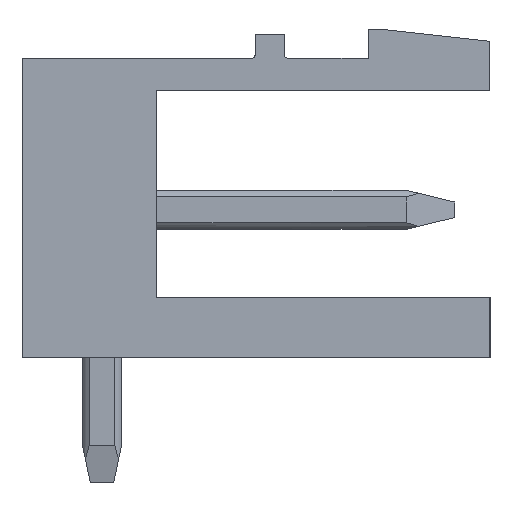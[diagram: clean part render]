
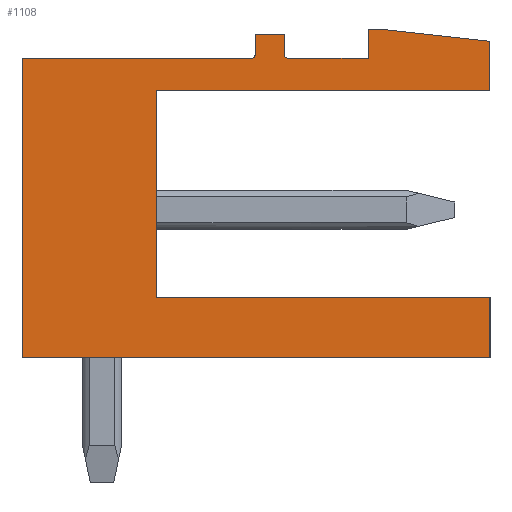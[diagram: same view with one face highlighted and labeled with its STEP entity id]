
A CAD part, left-side view. The second image highlights one B-rep face of the part: STEP entity #1108.
In plain terms, the highlighted planar face has unit normal (-1, 0, 0).
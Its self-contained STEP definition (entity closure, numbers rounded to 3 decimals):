
#284=AXIS2_PLACEMENT_3D('Circle Axis2P3D',#282,#283,$) ;
#415=AXIS2_PLACEMENT_3D('Circle Axis2P3D',#413,#414,$) ;
#1049=AXIS2_PLACEMENT_3D('Plane Axis2P3D',#1046,#1047,#1048) ;
#49=CARTESIAN_POINT('Vertex',(0.,2.8,11.63)) ;
#52=CARTESIAN_POINT('Line Origine',(0.,1.4,11.475)) ;
#56=CARTESIAN_POINT('Vertex',(0.,0.,11.32)) ;
#87=CARTESIAN_POINT('Vertex',(0.,3.12,11.63)) ;
#90=CARTESIAN_POINT('Line Origine',(0.,2.96,11.63)) ;
#230=CARTESIAN_POINT('Vertex',(0.,3.12,10.88)) ;
#233=CARTESIAN_POINT('Line Origine',(0.,3.12,11.255)) ;
#279=CARTESIAN_POINT('Vertex',(0.,5.27,10.98)) ;
#282=CARTESIAN_POINT('Axis2P3D Location',(0.,5.17,10.98)) ;
#286=CARTESIAN_POINT('Vertex',(0.,5.17,10.88)) ;
#317=CARTESIAN_POINT('Vertex',(0.,5.27,11.5)) ;
#320=CARTESIAN_POINT('Line Origine',(0.,5.27,11.24)) ;
#348=CARTESIAN_POINT('Vertex',(0.,6.02,11.5)) ;
#351=CARTESIAN_POINT('Line Origine',(0.,5.645,11.5)) ;
#379=CARTESIAN_POINT('Vertex',(0.,6.02,10.98)) ;
#382=CARTESIAN_POINT('Line Origine',(0.,6.02,11.24)) ;
#410=CARTESIAN_POINT('Vertex',(0.,6.12,10.88)) ;
#413=CARTESIAN_POINT('Axis2P3D Location',(0.,6.12,10.98)) ;
#441=CARTESIAN_POINT('Vertex',(0.,12.,10.88)) ;
#444=CARTESIAN_POINT('Line Origine',(0.,9.06,10.88)) ;
#472=CARTESIAN_POINT('Vertex',(0.,12.,3.2)) ;
#475=CARTESIAN_POINT('Line Origine',(0.,12.,7.04)) ;
#503=CARTESIAN_POINT('Vertex',(0.,0.,3.2)) ;
#506=CARTESIAN_POINT('Line Origine',(0.,6.,3.2)) ;
#1046=CARTESIAN_POINT('Axis2P3D Location',(0.,0.,0.)) ;
#1051=CARTESIAN_POINT('Line Origine',(0.,8.55,7.4)) ;
#1055=CARTESIAN_POINT('Vertex',(0.,8.55,4.74)) ;
#1057=CARTESIAN_POINT('Vertex',(0.,8.55,10.06)) ;
#1060=CARTESIAN_POINT('Line Origine',(0.,4.275,10.06)) ;
#1064=CARTESIAN_POINT('Vertex',(0.,0.,10.06)) ;
#1067=CARTESIAN_POINT('Line Origine',(0.,0.,10.69)) ;
#1072=CARTESIAN_POINT('Line Origine',(0.,4.145,10.88)) ;
#1077=CARTESIAN_POINT('Line Origine',(0.,0.,3.97)) ;
#1081=CARTESIAN_POINT('Vertex',(0.,0.,4.74)) ;
#1084=CARTESIAN_POINT('Line Origine',(0.,4.275,4.74)) ;
#53=DIRECTION('Vector Direction',(0.,0.994,0.11)) ;
#91=DIRECTION('Vector Direction',(0.,-1.,0.)) ;
#234=DIRECTION('Vector Direction',(0.,0.,-1.)) ;
#283=DIRECTION('Axis2P3D Direction',(-1.,0.,0.)) ;
#321=DIRECTION('Vector Direction',(0.,0.,-1.)) ;
#352=DIRECTION('Vector Direction',(0.,1.,0.)) ;
#383=DIRECTION('Vector Direction',(0.,0.,-1.)) ;
#414=DIRECTION('Axis2P3D Direction',(-1.,0.,0.)) ;
#445=DIRECTION('Vector Direction',(0.,1.,0.)) ;
#476=DIRECTION('Vector Direction',(0.,0.,-1.)) ;
#507=DIRECTION('Vector Direction',(0.,1.,0.)) ;
#1047=DIRECTION('Axis2P3D Direction',(-1.,0.,0.)) ;
#1048=DIRECTION('Axis2P3D XDirection',(0.,-1.,0.)) ;
#1052=DIRECTION('Vector Direction',(0.,0.,-1.)) ;
#1061=DIRECTION('Vector Direction',(0.,1.,0.)) ;
#1068=DIRECTION('Vector Direction',(0.,0.,1.)) ;
#1073=DIRECTION('Vector Direction',(0.,1.,0.)) ;
#1078=DIRECTION('Vector Direction',(0.,0.,-1.)) ;
#1085=DIRECTION('Vector Direction',(0.,-1.,0.)) ;
#54=VECTOR('Line Direction',#53,1.) ;
#92=VECTOR('Line Direction',#91,1.) ;
#235=VECTOR('Line Direction',#234,1.) ;
#322=VECTOR('Line Direction',#321,1.) ;
#353=VECTOR('Line Direction',#352,1.) ;
#384=VECTOR('Line Direction',#383,1.) ;
#446=VECTOR('Line Direction',#445,1.) ;
#477=VECTOR('Line Direction',#476,1.) ;
#508=VECTOR('Line Direction',#507,1.) ;
#1053=VECTOR('Line Direction',#1052,1.) ;
#1062=VECTOR('Line Direction',#1061,1.) ;
#1069=VECTOR('Line Direction',#1068,1.) ;
#1074=VECTOR('Line Direction',#1073,1.) ;
#1079=VECTOR('Line Direction',#1078,1.) ;
#1086=VECTOR('Line Direction',#1085,1.) ;
#1090=ORIENTED_EDGE('',*,*,#1059,.T.) ;
#1091=ORIENTED_EDGE('',*,*,#1066,.T.) ;
#1092=ORIENTED_EDGE('',*,*,#1071,.T.) ;
#1093=ORIENTED_EDGE('',*,*,#58,.T.) ;
#1094=ORIENTED_EDGE('',*,*,#94,.T.) ;
#1095=ORIENTED_EDGE('',*,*,#237,.T.) ;
#1096=ORIENTED_EDGE('',*,*,#1076,.T.) ;
#1097=ORIENTED_EDGE('',*,*,#288,.T.) ;
#1098=ORIENTED_EDGE('',*,*,#324,.T.) ;
#1099=ORIENTED_EDGE('',*,*,#355,.T.) ;
#1100=ORIENTED_EDGE('',*,*,#386,.T.) ;
#1101=ORIENTED_EDGE('',*,*,#417,.T.) ;
#1102=ORIENTED_EDGE('',*,*,#448,.T.) ;
#1103=ORIENTED_EDGE('',*,*,#479,.T.) ;
#1104=ORIENTED_EDGE('',*,*,#510,.T.) ;
#1105=ORIENTED_EDGE('',*,*,#1083,.T.) ;
#1106=ORIENTED_EDGE('',*,*,#1088,.T.) ;
#1108=ADVANCED_FACE('Housing',(#1107),#1050,.T.) ;
#285=CIRCLE('generated circle',#284,0.1) ;
#416=CIRCLE('generated circle',#415,0.1) ;
#58=EDGE_CURVE('',#57,#50,#55,.T.) ;
#94=EDGE_CURVE('',#50,#88,#93,.F.) ;
#237=EDGE_CURVE('',#88,#231,#236,.T.) ;
#288=EDGE_CURVE('',#287,#280,#285,.F.) ;
#324=EDGE_CURVE('',#280,#318,#323,.F.) ;
#355=EDGE_CURVE('',#318,#349,#354,.T.) ;
#386=EDGE_CURVE('',#349,#380,#385,.T.) ;
#417=EDGE_CURVE('',#380,#411,#416,.F.) ;
#448=EDGE_CURVE('',#411,#442,#447,.T.) ;
#479=EDGE_CURVE('',#442,#473,#478,.T.) ;
#510=EDGE_CURVE('',#473,#504,#509,.F.) ;
#1059=EDGE_CURVE('',#1056,#1058,#1054,.F.) ;
#1066=EDGE_CURVE('',#1058,#1065,#1063,.F.) ;
#1071=EDGE_CURVE('',#1065,#57,#1070,.T.) ;
#1076=EDGE_CURVE('',#231,#287,#1075,.T.) ;
#1083=EDGE_CURVE('',#504,#1082,#1080,.F.) ;
#1088=EDGE_CURVE('',#1082,#1056,#1087,.F.) ;
#1089=EDGE_LOOP('',(#1090,#1091,#1092,#1093,#1094,#1095,#1096,#1097,#1098,#1099,#1100,#1101,#1102,#1103,#1104,#1105,#1106)) ;
#1107=FACE_OUTER_BOUND('',#1089,.T.) ;
#55=LINE('Line',#52,#54) ;
#93=LINE('Line',#90,#92) ;
#236=LINE('Line',#233,#235) ;
#323=LINE('Line',#320,#322) ;
#354=LINE('Line',#351,#353) ;
#385=LINE('Line',#382,#384) ;
#447=LINE('Line',#444,#446) ;
#478=LINE('Line',#475,#477) ;
#509=LINE('Line',#506,#508) ;
#1054=LINE('Line',#1051,#1053) ;
#1063=LINE('Line',#1060,#1062) ;
#1070=LINE('Line',#1067,#1069) ;
#1075=LINE('Line',#1072,#1074) ;
#1080=LINE('Line',#1077,#1079) ;
#1087=LINE('Line',#1084,#1086) ;
#1050=PLANE('',#1049) ;
#50=VERTEX_POINT('',#49) ;
#57=VERTEX_POINT('',#56) ;
#88=VERTEX_POINT('',#87) ;
#231=VERTEX_POINT('',#230) ;
#280=VERTEX_POINT('',#279) ;
#287=VERTEX_POINT('',#286) ;
#318=VERTEX_POINT('',#317) ;
#349=VERTEX_POINT('',#348) ;
#380=VERTEX_POINT('',#379) ;
#411=VERTEX_POINT('',#410) ;
#442=VERTEX_POINT('',#441) ;
#473=VERTEX_POINT('',#472) ;
#504=VERTEX_POINT('',#503) ;
#1056=VERTEX_POINT('',#1055) ;
#1058=VERTEX_POINT('',#1057) ;
#1065=VERTEX_POINT('',#1064) ;
#1082=VERTEX_POINT('',#1081) ;
